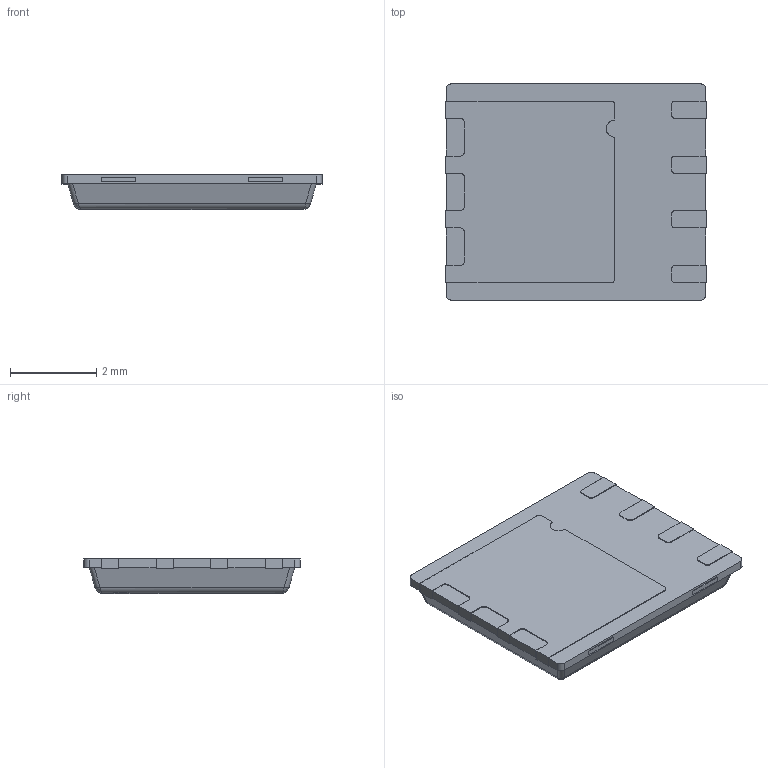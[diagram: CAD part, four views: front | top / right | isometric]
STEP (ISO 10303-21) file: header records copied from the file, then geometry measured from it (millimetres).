
FILE_DESCRIPTION (( 'STEP AP203' ), '1' );
FILE_NAME ('PQFP_2.STEP', '2015-08-22T10:03:55', ( 'user' ), ( 'MICROSOFT' ), 'SwSTEP 2.0', 'SolidWorks 2015', '' );
FILE_SCHEMA (( 'CONFIG_CONTROL_DESIGN' ));
Length unit declared in the file: millimetre
Products named in the file (1): PQFP_2
Bounding box: 6.02 x 5.04 x 0.83 mm (x, y, z)
Volume: 21.5 mm3; surface area: 73.9 mm2
Topology: 1 solids, 1 shells, 198 faces, 531 edges, 343 vertices
Faces by surface type: plane 148, cylinder 30, bspline 20
Entity records: 7421 total; most frequent: CARTESIAN_POINT 2686, ORIENTED_EDGE 1056, DIRECTION 784, EDGE_CURVE 528, VECTOR 426, LINE 426, VERTEX_POINT 343, EDGE_LOOP 209
